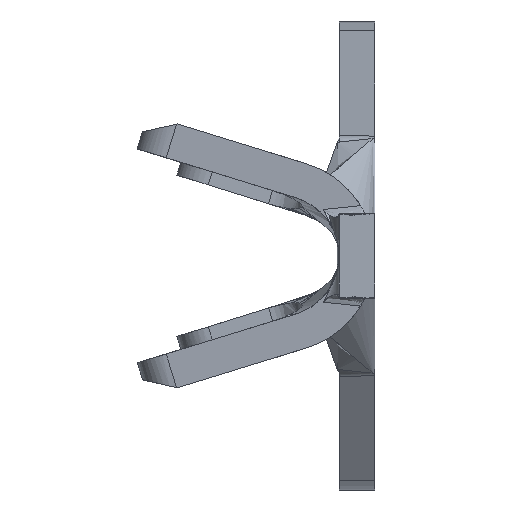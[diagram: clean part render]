
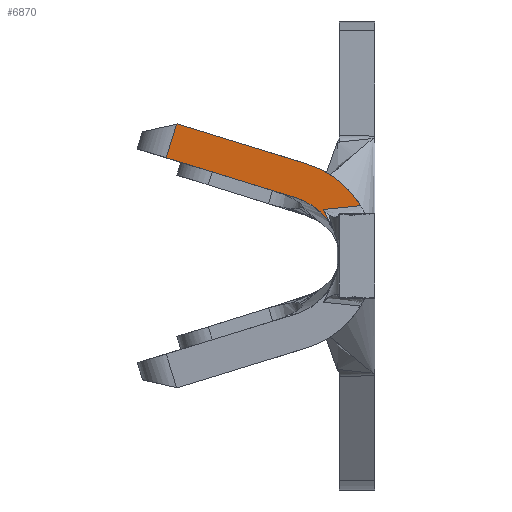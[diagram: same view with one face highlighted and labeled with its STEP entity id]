
A CAD part, left-side view. The second image highlights one B-rep face of the part: STEP entity #6870.
In plain terms, the highlighted planar face has unit normal (-0.996, 0.087, 0).
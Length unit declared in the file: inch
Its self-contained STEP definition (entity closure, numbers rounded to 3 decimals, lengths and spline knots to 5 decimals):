
#187 = ORIENTED_EDGE ( 'NONE', *, *, #5344, .F. ) ;
#350 = LINE ( 'NONE', #4019, #3642 ) ;
#352 = EDGE_CURVE ( 'NONE', #3868, #5177, #819, .T. ) ;
#395 = CARTESIAN_POINT ( 'NONE',  ( -0.6898, 0.05946, 0.04396 ) ) ;
#400 = DIRECTION ( 'NONE',  ( 0.083, 0.952, 0.293 ) ) ;
#477 = CARTESIAN_POINT ( 'NONE',  ( -0.69321, 0.02051, 0.03716 ) ) ;
#538 = CARTESIAN_POINT ( 'NONE',  ( -0.69049, 0.05152, 0.06977 ) ) ;
#587 = EDGE_LOOP ( 'NONE', ( #696, #4074, #3674, #5574, #4496, #5487, #1334, #187 ) ) ;
#654 = VERTEX_POINT ( 'NONE', #395 ) ;
#663 = LINE ( 'NONE', #2677, #3726 ) ;
#696 = ORIENTED_EDGE ( 'NONE', *, *, #3213, .F. ) ;
#811 = VERTEX_POINT ( 'NONE', #7173 ) ;
#819 = LINE ( 'NONE', #3667, #3840 ) ;
#870 = CARTESIAN_POINT ( 'NONE',  ( -0.69172, 0.0375, 0.03193 ) ) ;
#927 = DIRECTION ( 'NONE',  ( 0.087, 0.996, 0. ) ) ;
#1031 = VERTEX_POINT ( 'NONE', #3838 ) ;
#1144 = CARTESIAN_POINT ( 'NONE',  ( -0.69357, 0.01631, 0.03752 ) ) ;
#1203 = CARTESIAN_POINT ( 'NONE',  ( -0.69324, 0.02008, 0.05341 ) ) ;
#1334 = ORIENTED_EDGE ( 'NONE', *, *, #4147, .T. ) ;
#1744 = CARTESIAN_POINT ( 'NONE',  ( -0.692, 0.03424, 0.02537 ) ) ;
#1775 = CARTESIAN_POINT ( 'NONE',  ( -0.69171, 0.0376, 0.03536 ) ) ;
#1791 = CARTESIAN_POINT ( 'NONE',  ( -0.68186, 0.15023, 0.09988 ) ) ;
#1808 = CARTESIAN_POINT ( 'NONE',  ( -0.69406, 0.01069, 0.03804 ) ) ;
#2197 = CARTESIAN_POINT ( 'NONE',  ( -0.69087, 0.04725, 0.0402 ) ) ;
#2369 = CARTESIAN_POINT ( 'NONE',  ( -0.69158, 0.03911, 0.03516 ) ) ;
#2425 = CARTESIAN_POINT ( 'NONE',  ( -0.69179, 0.03668, 0.03026 ) ) ;
#2432 = CARTESIAN_POINT ( 'NONE',  ( -0.69197, 0.03459, 0.03574 ) ) ;
#2648 = CARTESIAN_POINT ( 'NONE',  ( -0.69158, 0.03911, 0.03516 ) ) ;
#2677 = CARTESIAN_POINT ( 'NONE',  ( -0.67809, 0.19331, -0.04003 ) ) ;
#2746 = EDGE_CURVE ( 'NONE', #4416, #4407, #3772, .T. ) ;
#2826 = PLANE ( 'NONE',  #6091 ) ;
#2847 = VERTEX_POINT ( 'NONE', #2648 ) ;
#2980 = CARTESIAN_POINT ( 'NONE',  ( -0.69222, 0.03181, 0.02048 ) ) ;
#3011 = CARTESIAN_POINT ( 'NONE',  ( -0.69237, 0.03007, 0.03624 ) ) ;
#3065 = VECTOR ( 'NONE', #6520, 39.37008 ) ;
#3190 = CARTESIAN_POINT ( 'NONE',  ( -0.6819, 0.14971, 0.1 ) ) ;
#3213 = EDGE_CURVE ( 'NONE', #1031, #654, #5210, .T. ) ;
#3233 = DIRECTION ( 'NONE',  ( 0.026, 0.294, -0.955 ) ) ;
#3327 = DIRECTION ( 'NONE',  ( -0.085, -0.971, 0.222 ) ) ;
#3389 = LINE ( 'NONE', #7080, #3065 ) ;
#3552 = CARTESIAN_POINT ( 'NONE',  ( -0.69276, 0.02555, 0.03671 ) ) ;
#3608 = CARTESIAN_POINT ( 'NONE',  ( -0.69406, 0.01069, 0.03804 ) ) ;
#3642 = VECTOR ( 'NONE', #400, 39.37008 ) ;
#3667 = CARTESIAN_POINT ( 'NONE',  ( -0.67971, 0.17476, 0.09427 ) ) ;
#3674 = ORIENTED_EDGE ( 'NONE', *, *, #5959, .T. ) ;
#3726 = VECTOR ( 'NONE', #3233, 39.37008 ) ;
#3772 =( BOUNDED_CURVE ( )  B_SPLINE_CURVE ( 3, ( #538, #4134, #1203, #5201 ),
 .UNSPECIFIED., .F., .F. ) 
 B_SPLINE_CURVE_WITH_KNOTS ( ( 4, 4 ),
 ( 1.86948, 2.59351 ),
 .UNSPECIFIED. ) 
 CURVE ( )  GEOMETRIC_REPRESENTATION_ITEM ( )  RATIONAL_B_SPLINE_CURVE ( ( 1., 0.957, 0.957, 1. ) ) 
 REPRESENTATION_ITEM ( '' )  );
#3838 = CARTESIAN_POINT ( 'NONE',  ( -0.69222, 0.03181, 0.02048 ) ) ;
#3840 = VECTOR ( 'NONE', #3327, 39.37008 ) ;
#3868 = VERTEX_POINT ( 'NONE', #1791 ) ;
#4019 = CARTESIAN_POINT ( 'NONE',  ( -0.68983, 0.05905, 0.04384 ) ) ;
#4074 = ORIENTED_EDGE ( 'NONE', *, *, #4782, .T. ) ;
#4085 = CARTESIAN_POINT ( 'NONE',  ( -0.69308, 0.0219, 0.03704 ) ) ;
#4134 = CARTESIAN_POINT ( 'NONE',  ( -0.692, 0.0343, 0.06447 ) ) ;
#4147 = EDGE_CURVE ( 'NONE', #3868, #811, #663, .T. ) ;
#4312 = B_SPLINE_CURVE_WITH_KNOTS ( 'NONE', 3,
 ( #2369, #4554, #1775, #5664, #2432, #6172, #3011, #6721, #3552, #7285, #4085, #477, #4629, #1144, #5156, #1808 ),
 .UNSPECIFIED., .F., .F.,
 ( 4, 3, 3, 3, 3, 4 ),
 ( 0.00009, 0.00015, 0.00033, 0.0005, 0.00061, 0.00082 ),
 .UNSPECIFIED. ) ;
#4407 = VERTEX_POINT ( 'NONE', #3608 ) ;
#4416 = VERTEX_POINT ( 'NONE', #7340 ) ;
#4452 = DIRECTION ( 'NONE',  ( 0.996, -0.087, 0. ) ) ;
#4496 = ORIENTED_EDGE ( 'NONE', *, *, #5745, .F. ) ;
#4554 = CARTESIAN_POINT ( 'NONE',  ( -0.69164, 0.03835, 0.03526 ) ) ;
#4629 = CARTESIAN_POINT ( 'NONE',  ( -0.69333, 0.01913, 0.03728 ) ) ;
#4644 = FACE_OUTER_BOUND ( 'NONE', #587, .T. ) ;
#4782 = EDGE_CURVE ( 'NONE', #1031, #2847, #6334, .T. ) ;
#4940 = CARTESIAN_POINT ( 'NONE',  ( -0.69222, 0.03181, 0.02048 ) ) ;
#5156 = CARTESIAN_POINT ( 'NONE',  ( -0.69382, 0.0135, 0.03775 ) ) ;
#5177 = VERTEX_POINT ( 'NONE', #3190 ) ;
#5201 = CARTESIAN_POINT ( 'NONE',  ( -0.69406, 0.01069, 0.03804 ) ) ;
#5210 =( BOUNDED_CURVE ( )  B_SPLINE_CURVE ( 3, ( #4940, #870, #2197, #5992 ),
 .UNSPECIFIED., .F., .T. ) 
 B_SPLINE_CURVE_WITH_KNOTS ( ( 4, 4 ),
 ( 3.603, 4.4137 ),
 .UNSPECIFIED. ) 
 CURVE ( )  GEOMETRIC_REPRESENTATION_ITEM ( )  RATIONAL_B_SPLINE_CURVE ( ( 1., 0.946, 0.946, 1. ) ) 
 REPRESENTATION_ITEM ( '' )  );
#5344 = EDGE_CURVE ( 'NONE', #654, #811, #350, .T. ) ;
#5487 = ORIENTED_EDGE ( 'NONE', *, *, #352, .F. ) ;
#5574 = ORIENTED_EDGE ( 'NONE', *, *, #2746, .F. ) ;
#5664 = CARTESIAN_POINT ( 'NONE',  ( -0.69178, 0.03684, 0.03545 ) ) ;
#5745 = EDGE_CURVE ( 'NONE', #5177, #4416, #3389, .T. ) ;
#5959 = EDGE_CURVE ( 'NONE', #2847, #4407, #4312, .T. ) ;
#5992 = CARTESIAN_POINT ( 'NONE',  ( -0.6898, 0.05946, 0.04396 ) ) ;
#6091 = AXIS2_PLACEMENT_3D ( 'NONE', #6546, #4452, #927 ) ;
#6168 = CARTESIAN_POINT ( 'NONE',  ( -0.69158, 0.03911, 0.03516 ) ) ;
#6172 = CARTESIAN_POINT ( 'NONE',  ( -0.69217, 0.03233, 0.036 ) ) ;
#6334 = B_SPLINE_CURVE_WITH_KNOTS ( 'NONE', 3,
 ( #2980, #1744, #2425, #6168 ),
 .UNSPECIFIED., .F., .F.,
 ( 4, 4 ),
 ( 0., 0.00042 ),
 .UNSPECIFIED. ) ;
#6520 = DIRECTION ( 'NONE',  ( -0.083, -0.952, -0.293 ) ) ;
#6546 = CARTESIAN_POINT ( 'NONE',  ( -0.695, 0., -0.1 ) ) ;
#6721 = CARTESIAN_POINT ( 'NONE',  ( -0.69257, 0.02781, 0.03649 ) ) ;
#6870 = ADVANCED_FACE ( 'NONE', ( #4644 ), #2826, .F. ) ;
#7080 = CARTESIAN_POINT ( 'NONE',  ( -0.69052, 0.05116, 0.06966 ) ) ;
#7173 = CARTESIAN_POINT ( 'NONE',  ( -0.68117, 0.1581, 0.07433 ) ) ;
#7285 = CARTESIAN_POINT ( 'NONE',  ( -0.69296, 0.02329, 0.03691 ) ) ;
#7340 = CARTESIAN_POINT ( 'NONE',  ( -0.69049, 0.05152, 0.06977 ) ) ;
